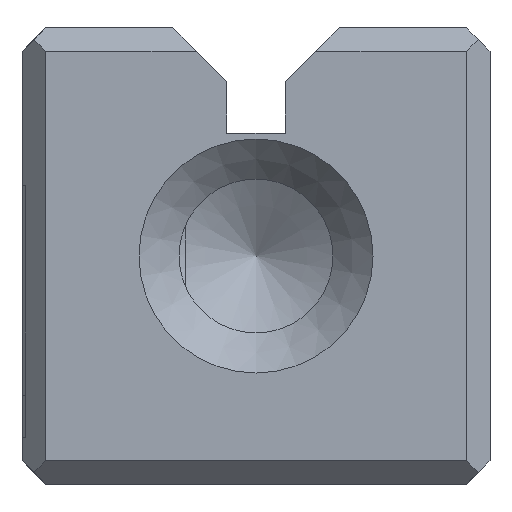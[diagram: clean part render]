
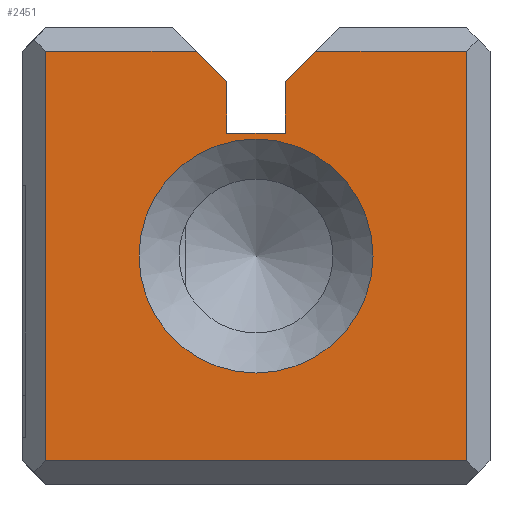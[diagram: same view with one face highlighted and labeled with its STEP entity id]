
A CAD part, front view. The second image highlights one B-rep face of the part: STEP entity #2451.
In plain terms, the highlighted planar face has unit normal (0, -1, 0).
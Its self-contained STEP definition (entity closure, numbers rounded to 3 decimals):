
#2451=ADVANCED_FACE('',(#3339,#3340),#2820,.T.);
#2820=PLANE('',#8641);
#3066=CIRCLE('',#8640,1.);
#3339=FACE_BOUND('',#3519,.T.);
#3340=FACE_BOUND('',#3520,.T.);
#3519=EDGE_LOOP('',(#4209,#4210,#4211,#4212,#4213,#4214,#4215,#4216,#4217,
#4218));
#3520=EDGE_LOOP('',(#4219));
#4209=ORIENTED_EDGE('',*,*,#6649,.T.);
#4210=ORIENTED_EDGE('',*,*,#6650,.F.);
#4211=ORIENTED_EDGE('',*,*,#6651,.F.);
#4212=ORIENTED_EDGE('',*,*,#6652,.F.);
#4213=ORIENTED_EDGE('',*,*,#6653,.T.);
#4214=ORIENTED_EDGE('',*,*,#6654,.T.);
#4215=ORIENTED_EDGE('',*,*,#6655,.T.);
#4216=ORIENTED_EDGE('',*,*,#6656,.T.);
#4217=ORIENTED_EDGE('',*,*,#6657,.T.);
#4218=ORIENTED_EDGE('',*,*,#6658,.F.);
#4219=ORIENTED_EDGE('',*,*,#6659,.T.);
#6021=VERTEX_POINT('',#11065);
#6022=VERTEX_POINT('',#11066);
#6023=VERTEX_POINT('',#11068);
#6024=VERTEX_POINT('',#11070);
#6025=VERTEX_POINT('',#11072);
#6026=VERTEX_POINT('',#11074);
#6027=VERTEX_POINT('',#11076);
#6028=VERTEX_POINT('',#11078);
#6029=VERTEX_POINT('',#11080);
#6030=VERTEX_POINT('',#11082);
#6031=VERTEX_POINT('',#11085);
#6649=EDGE_CURVE('',#6021,#6022,#7467,.T.);
#6650=EDGE_CURVE('',#6023,#6022,#7468,.T.);
#6651=EDGE_CURVE('',#6024,#6023,#7469,.T.);
#6652=EDGE_CURVE('',#6025,#6024,#7470,.T.);
#6653=EDGE_CURVE('',#6025,#6026,#7471,.T.);
#6654=EDGE_CURVE('',#6026,#6027,#7472,.T.);
#6655=EDGE_CURVE('',#6027,#6028,#7473,.T.);
#6656=EDGE_CURVE('',#6028,#6029,#7474,.T.);
#6657=EDGE_CURVE('',#6029,#6030,#7475,.T.);
#6658=EDGE_CURVE('',#6021,#6030,#7476,.T.);
#6659=EDGE_CURVE('',#6031,#6031,#3066,.T.);
#7467=LINE('',#11064,#8127);
#7468=LINE('',#11067,#8128);
#7469=LINE('',#11069,#8129);
#7470=LINE('',#11071,#8130);
#7471=LINE('',#11073,#8131);
#7472=LINE('',#11075,#8132);
#7473=LINE('',#11077,#8133);
#7474=LINE('',#11079,#8134);
#7475=LINE('',#11081,#8135);
#7476=LINE('',#11083,#8136);
#8127=VECTOR('',#9165,1.);
#8128=VECTOR('',#9166,1.);
#8129=VECTOR('',#9167,1.);
#8130=VECTOR('',#9168,1.);
#8131=VECTOR('',#9169,1.);
#8132=VECTOR('',#9170,1.);
#8133=VECTOR('',#9171,1.);
#8134=VECTOR('',#9172,1.);
#8135=VECTOR('',#9173,1.);
#8136=VECTOR('',#9174,1.);
#8640=AXIS2_PLACEMENT_3D('',#11084,#9175,#9176);
#8641=AXIS2_PLACEMENT_3D('',#11086,#9177,#9178);
#9165=DIRECTION('',(0.,0.,-1.));
#9166=DIRECTION('',(1.,0.,0.));
#9167=DIRECTION('',(0.,0.,-1.));
#9168=DIRECTION('',(0.707,0.,-0.707));
#9169=DIRECTION('',(-1.,0.,0.));
#9170=DIRECTION('',(0.,0.,-1.));
#9171=DIRECTION('',(1.,0.,0.));
#9172=DIRECTION('',(0.,0.,1.));
#9173=DIRECTION('',(-1.,0.,0.));
#9174=DIRECTION('',(0.707,0.,0.707));
#9175=DIRECTION('',(0.,1.,0.));
#9176=DIRECTION('',(0.,0.,1.));
#9177=DIRECTION('',(0.,-1.,0.));
#9178=DIRECTION('',(0.,0.,1.));
#11064=CARTESIAN_POINT('',(2.25,0.,3.));
#11065=CARTESIAN_POINT('',(2.25,0.,3.439));
#11066=CARTESIAN_POINT('',(2.25,0.,3.));
#11067=CARTESIAN_POINT('',(1.75,0.,3.));
#11068=CARTESIAN_POINT('',(1.75,0.,3.));
#11069=CARTESIAN_POINT('',(1.75,0.,3.));
#11070=CARTESIAN_POINT('',(1.75,0.,3.439));
#11071=CARTESIAN_POINT('',(1.289,0.,3.9));
#11072=CARTESIAN_POINT('',(1.489,0.,3.7));
#11073=CARTESIAN_POINT('',(2.,0.,3.7));
#11074=CARTESIAN_POINT('',(0.2,0.,3.7));
#11075=CARTESIAN_POINT('',(0.2,0.,0.));
#11076=CARTESIAN_POINT('',(0.2,0.,0.2));
#11077=CARTESIAN_POINT('',(2.,0.,0.2));
#11078=CARTESIAN_POINT('',(3.8,0.,0.2));
#11079=CARTESIAN_POINT('',(3.8,0.,0.));
#11080=CARTESIAN_POINT('',(3.8,0.,3.7));
#11081=CARTESIAN_POINT('',(2.,0.,3.7));
#11082=CARTESIAN_POINT('',(2.511,0.,3.7));
#11083=CARTESIAN_POINT('',(2.,0.,3.189));
#11084=CARTESIAN_POINT('',(2.,0.,1.95));
#11085=CARTESIAN_POINT('',(2.,0.,2.95));
#11086=CARTESIAN_POINT('',(2.,0.,0.));
